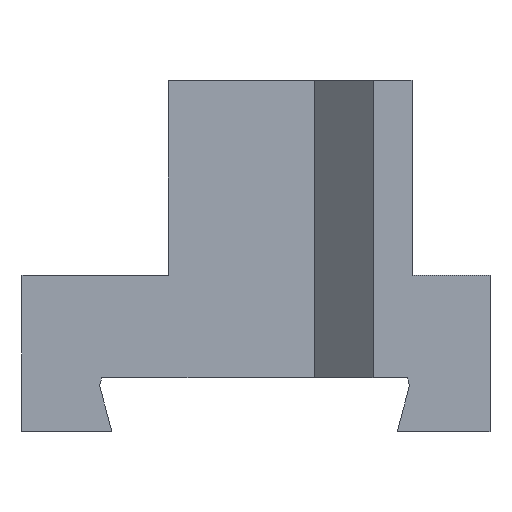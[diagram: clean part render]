
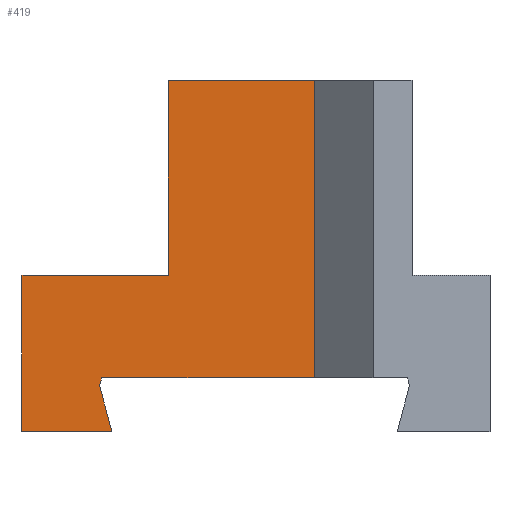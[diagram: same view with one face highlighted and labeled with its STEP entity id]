
A CAD part, left-side view. The second image highlights one B-rep face of the part: STEP entity #419.
In plain terms, the highlighted planar face has unit normal (-1, 0, 0).
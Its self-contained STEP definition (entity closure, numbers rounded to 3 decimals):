
#3 = DIRECTION ( 'NONE',  ( 0., -0.259, -0.966 ) ) ;
#5 = FACE_OUTER_BOUND ( 'NONE', #196, .T. ) ;
#14 = VERTEX_POINT ( 'NONE', #147 ) ;
#34 = CARTESIAN_POINT ( 'NONE',  ( -49., 12.5, 20. ) ) ;
#39 = VERTEX_POINT ( 'NONE', #570 ) ;
#43 = LINE ( 'NONE', #455, #311 ) ;
#52 = DIRECTION ( 'NONE',  ( 1., 0., 0. ) ) ;
#53 = EDGE_CURVE ( 'NONE', #620, #445, #492, .T. ) ;
#67 = DIRECTION ( 'NONE',  ( 0., 0., 1. ) ) ;
#68 = DIRECTION ( 'NONE',  ( 0., -1., 0. ) ) ;
#112 = LINE ( 'NONE', #614, #524 ) ;
#121 = LINE ( 'NONE', #631, #382 ) ;
#126 = CARTESIAN_POINT ( 'NONE',  ( -49., 12.5, 0. ) ) ;
#131 = LINE ( 'NONE', #318, #408 ) ;
#138 = EDGE_CURVE ( 'NONE', #145, #245, #43, .T. ) ;
#145 = VERTEX_POINT ( 'NONE', #412 ) ;
#147 = CARTESIAN_POINT ( 'NONE',  ( -49., -2.5, -10.5 ) ) ;
#178 = CARTESIAN_POINT ( 'NONE',  ( -49., 12.5, 20. ) ) ;
#186 = CARTESIAN_POINT ( 'NONE',  ( -49., 19.544, -11.3 ) ) ;
#187 = DIRECTION ( 'NONE',  ( 0., 0., 1. ) ) ;
#188 = CARTESIAN_POINT ( 'NONE',  ( -49., 27.5, 0. ) ) ;
#196 = EDGE_LOOP ( 'NONE', ( #450, #481, #532, #558, #577, #584, #600, #625, #644 ) ) ;
#206 = LINE ( 'NONE', #34, #468 ) ;
#211 = CARTESIAN_POINT ( 'NONE',  ( -49., 18.284, -16. ) ) ;
#219 = DIRECTION ( 'NONE',  ( 0., 0., 1. ) ) ;
#233 = EDGE_CURVE ( 'NONE', #620, #489, #647, .T. ) ;
#243 = AXIS2_PLACEMENT_3D ( 'NONE', #564, #52, #423 ) ;
#245 = VERTEX_POINT ( 'NONE', #186 ) ;
#261 = VECTOR ( 'NONE', #187, 1000. ) ;
#269 = DIRECTION ( 'NONE',  ( 0., 1., 0. ) ) ;
#280 = VECTOR ( 'NONE', #381, 1000. ) ;
#288 = EDGE_CURVE ( 'NONE', #594, #616, #206, .T. ) ;
#311 = VECTOR ( 'NONE', #449, 1000. ) ;
#318 = CARTESIAN_POINT ( 'NONE',  ( -49., 18.284, -16. ) ) ;
#327 = CARTESIAN_POINT ( 'NONE',  ( -49., -2.5, -53.656 ) ) ;
#366 = PLANE ( 'NONE',  #243 ) ;
#372 = VECTOR ( 'NONE', #560, 1000. ) ;
#373 = CARTESIAN_POINT ( 'NONE',  ( -49., 27.5, 0. ) ) ;
#381 = DIRECTION ( 'NONE',  ( 0., -1., 0. ) ) ;
#382 = VECTOR ( 'NONE', #68, 1000. ) ;
#408 = VECTOR ( 'NONE', #3, 1000. ) ;
#412 = CARTESIAN_POINT ( 'NONE',  ( -49., 19.329, -10.5 ) ) ;
#415 = EDGE_CURVE ( 'NONE', #245, #445, #131, .T. ) ;
#416 = LINE ( 'NONE', #627, #280 ) ;
#419 = ADVANCED_FACE ( 'NONE', ( #5 ), #366, .F. ) ;
#423 = DIRECTION ( 'NONE',  ( 0., 0., -1. ) ) ;
#445 = VERTEX_POINT ( 'NONE', #211 ) ;
#449 = DIRECTION ( 'NONE',  ( 0., 0.259, -0.966 ) ) ;
#450 = ORIENTED_EDGE ( 'NONE', *, *, #554, .T. ) ;
#455 = CARTESIAN_POINT ( 'NONE',  ( -49., 19.544, -11.3 ) ) ;
#457 = EDGE_CURVE ( 'NONE', #14, #145, #112, .T. ) ;
#460 = VECTOR ( 'NONE', #67, 1000. ) ;
#468 = VECTOR ( 'NONE', #219, 1000. ) ;
#481 = ORIENTED_EDGE ( 'NONE', *, *, #587, .F. ) ;
#489 = VERTEX_POINT ( 'NONE', #373 ) ;
#492 = LINE ( 'NONE', #586, #372 ) ;
#524 = VECTOR ( 'NONE', #269, 1000. ) ;
#532 = ORIENTED_EDGE ( 'NONE', *, *, #288, .F. ) ;
#541 = CARTESIAN_POINT ( 'NONE',  ( -49., 27.5, -16. ) ) ;
#542 = EDGE_CURVE ( 'NONE', #489, #594, #416, .T. ) ;
#554 = EDGE_CURVE ( 'NONE', #14, #39, #588, .T. ) ;
#558 = ORIENTED_EDGE ( 'NONE', *, *, #542, .F. ) ;
#560 = DIRECTION ( 'NONE',  ( 0., -1., 0. ) ) ;
#564 = CARTESIAN_POINT ( 'NONE',  ( -49., -2.5, -53.656 ) ) ;
#570 = CARTESIAN_POINT ( 'NONE',  ( -49., -2.5, 20. ) ) ;
#577 = ORIENTED_EDGE ( 'NONE', *, *, #233, .F. ) ;
#584 = ORIENTED_EDGE ( 'NONE', *, *, #53, .T. ) ;
#586 = CARTESIAN_POINT ( 'NONE',  ( -49., -2.5, -16. ) ) ;
#587 = EDGE_CURVE ( 'NONE', #616, #39, #121, .T. ) ;
#588 = LINE ( 'NONE', #327, #460 ) ;
#594 = VERTEX_POINT ( 'NONE', #126 ) ;
#600 = ORIENTED_EDGE ( 'NONE', *, *, #415, .F. ) ;
#614 = CARTESIAN_POINT ( 'NONE',  ( -49., 19.329, -10.5 ) ) ;
#616 = VERTEX_POINT ( 'NONE', #178 ) ;
#620 = VERTEX_POINT ( 'NONE', #541 ) ;
#625 = ORIENTED_EDGE ( 'NONE', *, *, #138, .F. ) ;
#627 = CARTESIAN_POINT ( 'NONE',  ( -49., 12.5, 0. ) ) ;
#631 = CARTESIAN_POINT ( 'NONE',  ( -49., -2.5, 20. ) ) ;
#644 = ORIENTED_EDGE ( 'NONE', *, *, #457, .F. ) ;
#647 = LINE ( 'NONE', #188, #261 ) ;
